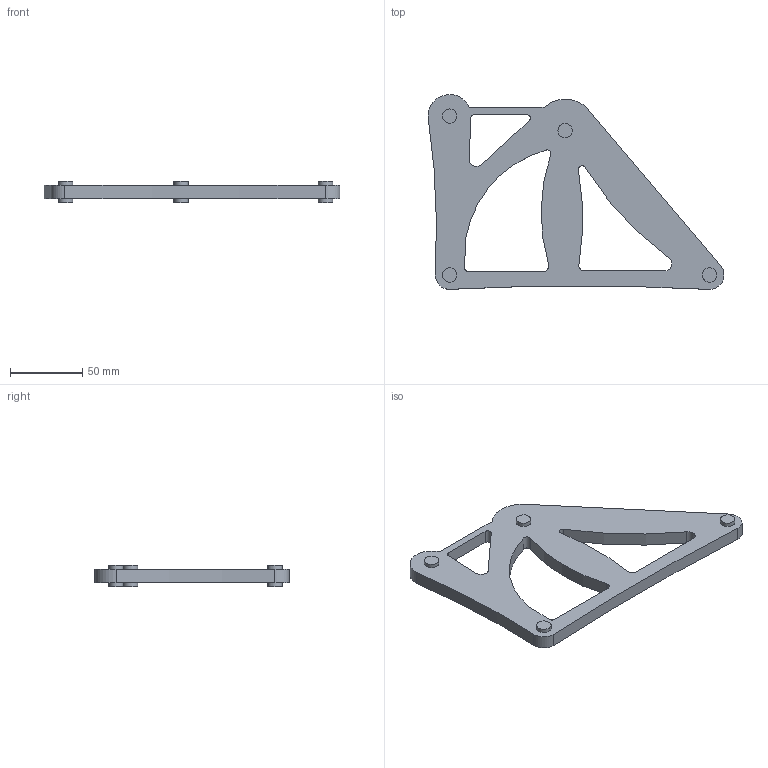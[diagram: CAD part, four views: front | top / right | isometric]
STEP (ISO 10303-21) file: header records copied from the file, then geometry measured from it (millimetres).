
FILE_DESCRIPTION(/* description */ (''),/* implementation_level */ '2;1');
FILE_NAME(/* name */ 'Bracket Assembly MK10.stp',/* time_stamp */ '2021-05-13T23:32:06+12:00',/* author */ ('Jawal'),/* organization */ (''),/* preprocessor_version */ 'ST-DEVELOPER v18.1',/* originating_system */ 'Autodesk Inventor 2021',/* authorisation */ '');
FILE_SCHEMA (('AUTOMOTIVE_DESIGN { 1 0 10303 214 3 1 1 }'));
Length unit declared in the file: millimetre
Products named in the file (3): Bracket Assembly MK10; Pin; Bracket Concept MK10
Assembly tree (5 placements, depth 2):
  Bracket Assembly MK10
    Pin  x4
    Bracket Concept MK10
Bounding box: 205 x 134.99 x 15 mm (x, y, z)
Volume: 124845.6 mm3; surface area: 40677.7 mm2
Topology: 5 solids, 5 shells, 45 faces, 113 edges, 78 vertices
Faces by surface type: cylinder 27, plane 18
Full cylindrical faces by diameter (mm): 10 x8
Entity records: 1327 total; most frequent: DIRECTION 236, CARTESIAN_POINT 208, ORIENTED_EDGE 196, EDGE_CURVE 98, AXIS2_PLACEMENT_3D 94, VERTEX_POINT 66, EDGE_LOOP 50, CIRCLE 50
